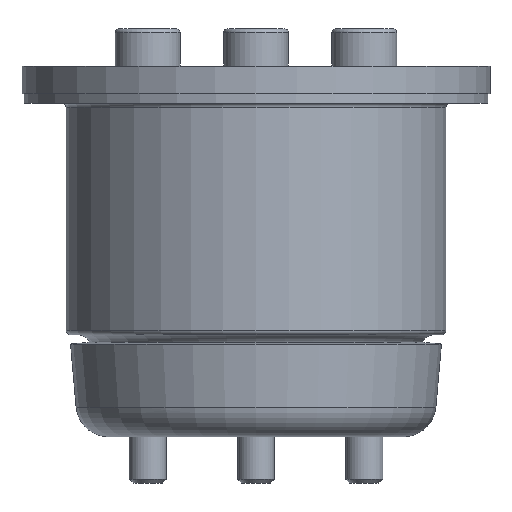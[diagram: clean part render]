
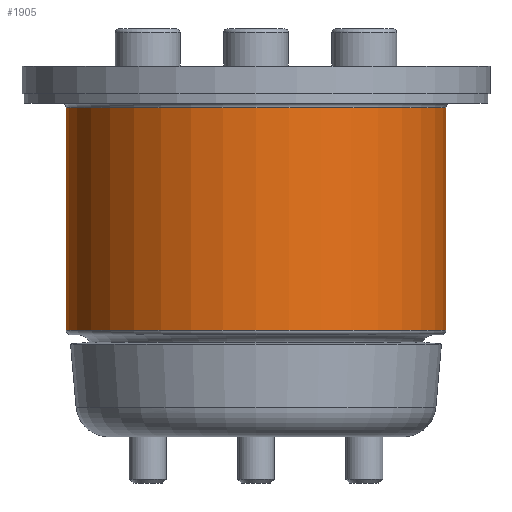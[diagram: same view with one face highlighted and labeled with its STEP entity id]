
A CAD part, front view. The second image highlights one B-rep face of the part: STEP entity #1905.
In plain terms, the highlighted cylindrical face has radius 20.5 mm (diameter 41 mm), a full revolution.
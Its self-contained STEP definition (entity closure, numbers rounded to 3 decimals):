
#1874=CARTESIAN_POINT('',(20.5,0.,9.5));
#1875=VERTEX_POINT('',#1874);
#1876=CARTESIAN_POINT('',(0.,0.,9.5));
#1877=DIRECTION('',(0.0,0.0,-1.0));
#1878=DIRECTION('',(-1.0,0.0,0.0));
#1879=AXIS2_PLACEMENT_3D('',#1876,#1877,#1878);
#1880=CIRCLE('',#1879,20.5);
#1881=EDGE_CURVE('',#1875,#1875,#1880,.T.);
#1886=CARTESIAN_POINT('',(0.,0.,0.0));
#1887=DIRECTION('',(0.0,0.0,1.0));
#1888=DIRECTION('',(-1.0,0.0,0.0));
#1889=AXIS2_PLACEMENT_3D('',#1886,#1887,#1888);
#1890=CYLINDRICAL_SURFACE('',#1889,20.5);
#1891=CARTESIAN_POINT('',(20.5,0.,33.5));
#1892=VERTEX_POINT('',#1891);
#1893=CARTESIAN_POINT('',(0.,0.,33.5));
#1894=DIRECTION('',(0.0,0.0,1.0));
#1895=DIRECTION('',(-1.0,0.0,0.0));
#1896=AXIS2_PLACEMENT_3D('',#1893,#1894,#1895);
#1897=CIRCLE('',#1896,20.5);
#1898=EDGE_CURVE('',#1892,#1892,#1897,.T.);
#1899=ORIENTED_EDGE('',*,*,#1898,.F.);
#1900=EDGE_LOOP('',(#1899));
#1901=FACE_OUTER_BOUND('',#1900,.T.);
#1902=ORIENTED_EDGE('',*,*,#1881,.F.);
#1903=EDGE_LOOP('',(#1902));
#1904=FACE_BOUND('',#1903,.T.);
#1905=ADVANCED_FACE('',(#1901,#1904),#1890,.T.);
